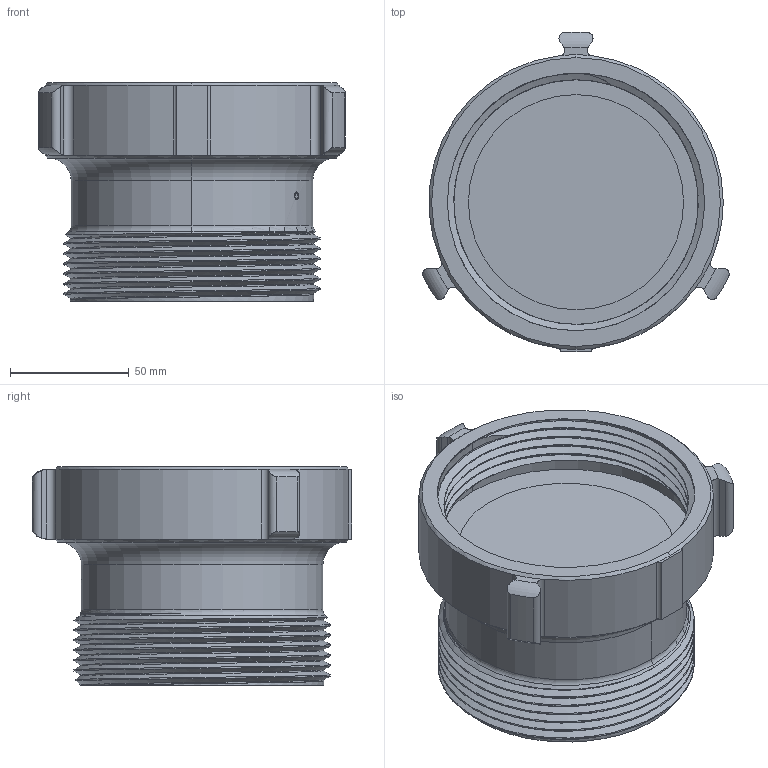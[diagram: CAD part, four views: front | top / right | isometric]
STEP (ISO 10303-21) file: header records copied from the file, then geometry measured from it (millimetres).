
FILE_DESCRIPTION (( 'STEP AP214' ), '1' );
FILE_NAME ('284-A.STEP', '2017-02-07T18:05:18', ( '' ), ( '' ), 'SwSTEP 2.0', 'SolidWorks 2016', '' );
FILE_SCHEMA (( 'AUTOMOTIVE_DESIGN' ));
Length unit declared in the file: inch
Products named in the file (1): 284-A
Bounding box: 128.87 x 134.36 x 92.08 mm (x, y, z)
Volume: 657666.6 mm3; surface area: 78290.5 mm2
Topology: 1 solids, 1 shells, 122 faces, 306 edges, 190 vertices
Faces by surface type: cylinder 53, plane 39, cone 12, torus 10, bspline 8
Entity records: 9390 total; most frequent: CARTESIAN_POINT 6350, ORIENTED_EDGE 612, DIRECTION 497, EDGE_CURVE 306, AXIS2_PLACEMENT_3D 199, VERTEX_POINT 190, EDGE_LOOP 126, ADVANCED_FACE 122
